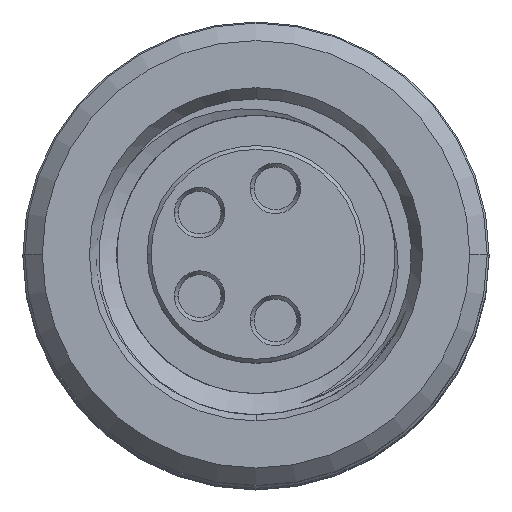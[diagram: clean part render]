
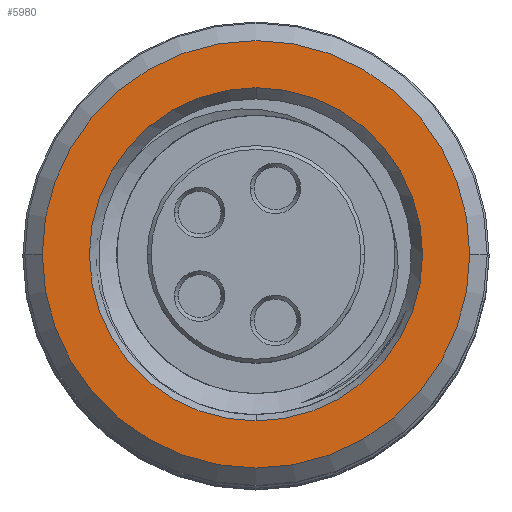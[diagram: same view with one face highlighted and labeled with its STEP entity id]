
A CAD part, top view. The second image highlights one B-rep face of the part: STEP entity #5980.
In plain terms, the highlighted planar face has unit normal (0, 0, 1).
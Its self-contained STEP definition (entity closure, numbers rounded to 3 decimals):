
#1225=CARTESIAN_POINT('',(0.,0.,7.2));
#1226=DIRECTION('',(0.,0.,-1.));
#1227=DIRECTION('',(1.,0.,0.));
#1228=AXIS2_PLACEMENT_3D('',#1225,#1226,#1227);
#1230=CARTESIAN_POINT('',(0.,0.,7.2));
#1231=DIRECTION('',(0.,0.,-1.));
#1232=DIRECTION('',(0.,-1.,0.));
#1233=AXIS2_PLACEMENT_3D('',#1230,#1231,#1232);
#1235=CARTESIAN_POINT('',(0.,0.,7.2));
#1236=DIRECTION('',(0.,0.,-1.));
#1237=DIRECTION('',(-1.,0.,0.));
#1238=AXIS2_PLACEMENT_3D('',#1235,#1236,#1237);
#1240=CARTESIAN_POINT('',(0.,0.,7.2));
#1241=DIRECTION('',(0.,0.,-1.));
#1242=DIRECTION('',(0.,1.,0.));
#1243=AXIS2_PLACEMENT_3D('',#1240,#1241,#1242);
#1245=CARTESIAN_POINT('',(0.,0.,7.2));
#1246=DIRECTION('',(0.,0.,1.));
#1247=DIRECTION('',(0.,1.,0.));
#1248=AXIS2_PLACEMENT_3D('',#1245,#1246,#1247);
#1250=CARTESIAN_POINT('',(0.,0.,7.2));
#1251=DIRECTION('',(0.,0.,1.));
#1252=DIRECTION('',(0.,-1.,0.));
#1253=AXIS2_PLACEMENT_3D('',#1250,#1251,#1252);
#2801=CARTESIAN_POINT('',(0.,5.501,7.2));
#2802=CARTESIAN_POINT('',(5.501,0.,7.2));
#2803=VERTEX_POINT('',#2801);
#2804=VERTEX_POINT('',#2802);
#2805=CARTESIAN_POINT('',(-5.501,0.,7.2));
#2806=VERTEX_POINT('',#2805);
#2807=CARTESIAN_POINT('',(0.,-5.501,7.2));
#2808=VERTEX_POINT('',#2807);
#2809=CARTESIAN_POINT('',(0.,4.289,7.2));
#2810=CARTESIAN_POINT('',(0.,-4.289,7.2));
#2811=VERTEX_POINT('',#2809);
#2812=VERTEX_POINT('',#2810);
#5961=CARTESIAN_POINT('',(0.,0.,7.2));
#5962=DIRECTION('',(0.,0.,1.));
#5963=DIRECTION('',(1.,0.,0.));
#5964=AXIS2_PLACEMENT_3D('',#5961,#5962,#5963);
#5965=PLANE('',#5964);
#5967=ORIENTED_EDGE('',*,*,#5966,.T.);
#5969=ORIENTED_EDGE('',*,*,#5968,.T.);
#5970=ORIENTED_EDGE('',*,*,#5950,.T.);
#5971=ORIENTED_EDGE('',*,*,#5948,.T.);
#5972=EDGE_LOOP('',(#5967,#5969,#5970,#5971));
#5973=FACE_OUTER_BOUND('',#5972,.F.);
#5975=ORIENTED_EDGE('',*,*,#5974,.T.);
#5977=ORIENTED_EDGE('',*,*,#5976,.T.);
#5978=EDGE_LOOP('',(#5975,#5977));
#5979=FACE_BOUND('',#5978,.F.);
#5980=ADVANCED_FACE('',(#5973,#5979),#5965,.T.);
#1229=CIRCLE('',#1228,5.501);
#1234=CIRCLE('',#1233,5.501);
#1239=CIRCLE('',#1238,5.501);
#1244=CIRCLE('',#1243,5.501);
#1249=CIRCLE('',#1248,4.289);
#1254=CIRCLE('',#1253,4.289);
#5948=EDGE_CURVE('',#2803,#2804,#1244,.T.);
#5950=EDGE_CURVE('',#2806,#2803,#1239,.T.);
#5966=EDGE_CURVE('',#2804,#2808,#1229,.T.);
#5968=EDGE_CURVE('',#2808,#2806,#1234,.T.);
#5974=EDGE_CURVE('',#2811,#2812,#1249,.T.);
#5976=EDGE_CURVE('',#2812,#2811,#1254,.T.);
